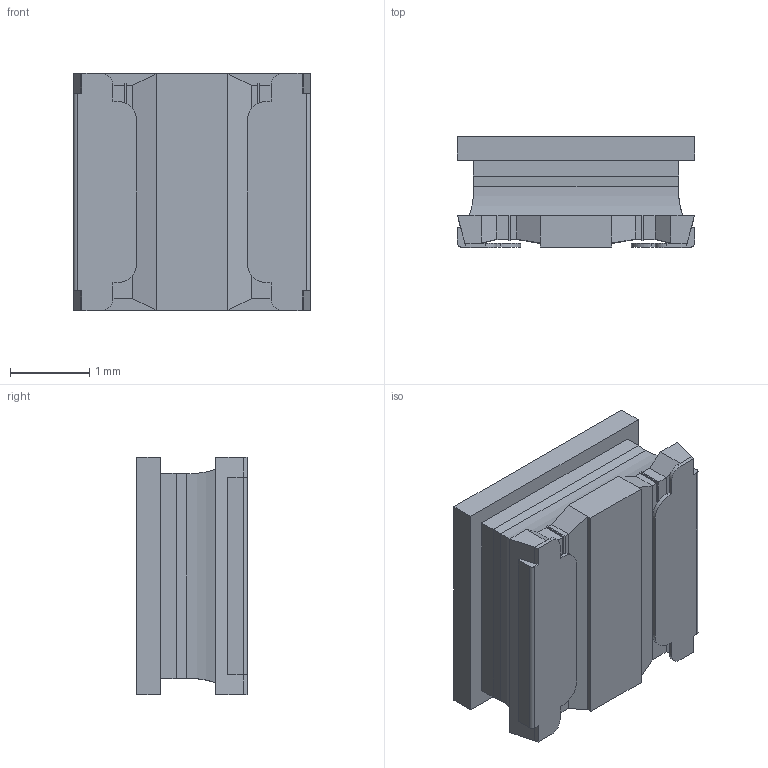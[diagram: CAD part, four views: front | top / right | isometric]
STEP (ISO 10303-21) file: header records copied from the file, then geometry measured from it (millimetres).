
FILE_DESCRIPTION (( 'STEP AP214' ), '1' );
FILE_NAME ('LQH3NPN2R2MMEL.STEP', '2022-07-08T10:55:06', ( '' ), ( '' ), 'SwSTEP 2.0', 'SolidWorks 2018', '' );
FILE_SCHEMA (( 'AUTOMOTIVE_DESIGN' ));
Length unit declared in the file: millimetre
Products named in the file (1): LQH3NPN2R2MMEL
Bounding box: 3 x 1.4 x 3 mm (x, y, z)
Volume: 10.7 mm3; surface area: 42.8 mm2
Topology: 1 solids, 1 shells, 107 faces, 275 edges, 171 vertices
Faces by surface type: plane 91, cylinder 16
Entity records: 4364 total; most frequent: CARTESIAN_POINT 575, ORIENTED_EDGE 550, DIRECTION 504, EDGE_CURVE 275, VECTOR 248, LINE 248, VERTEX_POINT 171, AXIS2_PLACEMENT_3D 128
